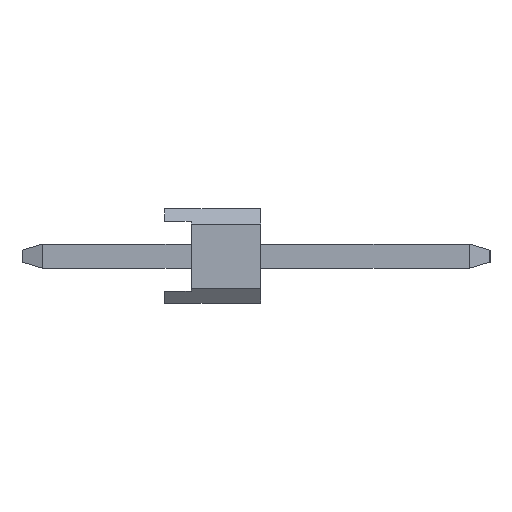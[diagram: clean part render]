
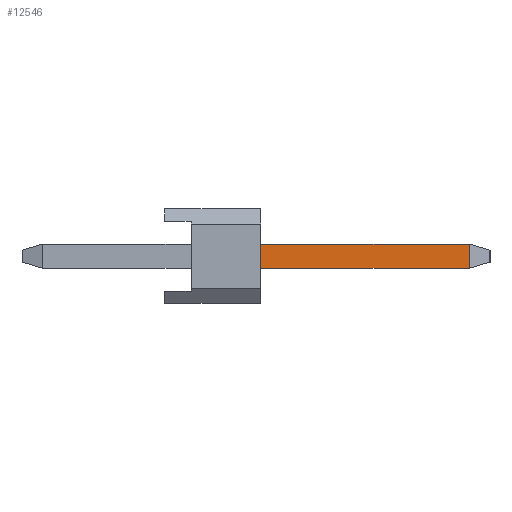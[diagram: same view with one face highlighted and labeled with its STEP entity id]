
A CAD part, left-side view. The second image highlights one B-rep face of the part: STEP entity #12546.
In plain terms, the highlighted planar face has unit normal (-1, 0, 0).
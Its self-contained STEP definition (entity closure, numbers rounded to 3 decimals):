
#6052=VERTEX_POINT('',#15725);
#6502=VERTEX_POINT('',#16223);
#6604=EDGE_CURVE('',#13828,#6052,#16333,.T.);
#6906=EDGE_CURVE('',#6502,#12512,#16664,.T.);
#7860=EDGE_CURVE('',#12512,#13828,#17728,.T.);
#8906=EDGE_CURVE('',#6052,#6502,#18900,.T.);
#12512=VERTEX_POINT('',#22891);
#12546=ADVANCED_FACE('',(#22928),#22929,.T.);
#13828=VERTEX_POINT('',#24316);
#15725=CARTESIAN_POINT('',(-38.42,-8.074,-0.32));
#16223=CARTESIAN_POINT('',(-38.42,-2.54,-0.32));
#16333=LINE('',#27717,#27718);
#16664=LINE('',#28208,#28209);
#17728=LINE('',#29714,#29715);
#18900=LINE('',#31418,#31419);
#22891=CARTESIAN_POINT('',(-38.42,-2.54,0.32));
#22928=FACE_OUTER_BOUND('',#37243,.T.);
#22929=PLANE('',#37244);
#24316=CARTESIAN_POINT('',(-38.42,-8.074,0.32));
#27717=CARTESIAN_POINT('',(-38.42,-8.074,0.5));
#27718=VECTOR('',#42038,1.0);
#28208=CARTESIAN_POINT('',(-38.42,-2.54,0.252));
#28209=VECTOR('',#42358,1.0);
#29714=CARTESIAN_POINT('',(-38.42,-2.42,0.32));
#29715=VECTOR('',#43489,1.0);
#31418=CARTESIAN_POINT('',(-38.42,3.234,-0.32));
#31419=VECTOR('',#44905,1.0);
#37243=EDGE_LOOP('',(#49107,#49108,#49109,#49110));
#37244=AXIS2_PLACEMENT_3D('',#49111,#49112,#49113);
#42038=DIRECTION('',(0.0,0.,-1.0));
#42358=DIRECTION('',(0.,0.,1.0));
#43489=DIRECTION('',(0.,-1.0,0.));
#44905=DIRECTION('',(0.,1.0,0.));
#49107=ORIENTED_EDGE('',*,*,#6906,.F.);
#49108=ORIENTED_EDGE('',*,*,#8906,.F.);
#49109=ORIENTED_EDGE('',*,*,#6604,.F.);
#49110=ORIENTED_EDGE('',*,*,#7860,.F.);
#49111=CARTESIAN_POINT('',(-38.42,3.234,0.5));
#49112=DIRECTION('',(-1.0,0.,0.));
#49113=DIRECTION('',(0.,1.0,0.));
